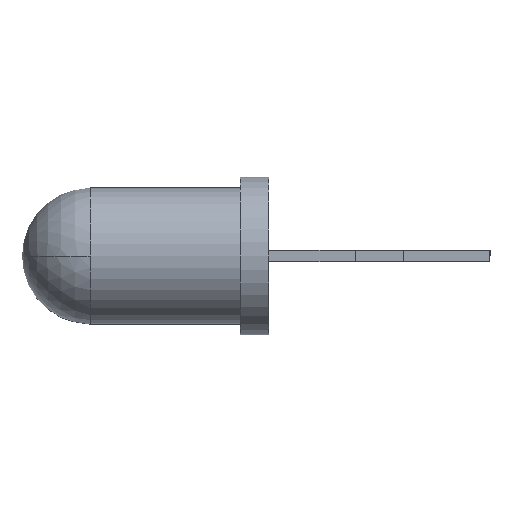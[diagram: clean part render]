
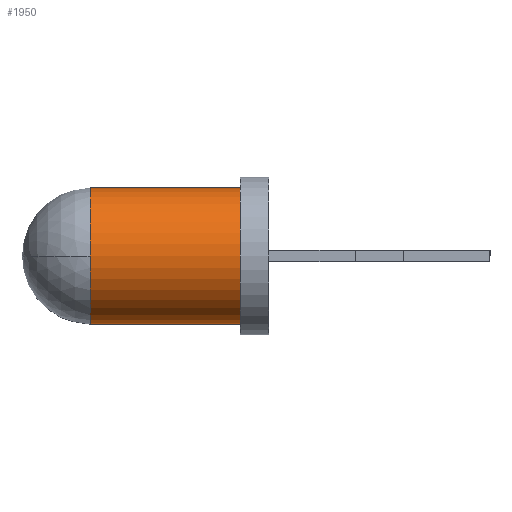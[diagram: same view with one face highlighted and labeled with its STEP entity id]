
A CAD part, left-side view. The second image highlights one B-rep face of the part: STEP entity #1950.
In plain terms, the highlighted cylindrical face has radius 2.375 mm (diameter 4.75 mm), a partial arc.
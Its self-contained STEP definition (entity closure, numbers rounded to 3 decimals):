
#72 = EDGE_CURVE ( 'NONE', #967, #669, #989, .T. ) ;
#78 = DIRECTION ( 'NONE',  ( 0., 0., 1. ) ) ;
#179 = DIRECTION ( 'NONE',  ( 0., 0., 1. ) ) ;
#259 = AXIS2_PLACEMENT_3D ( 'NONE', #984, #820, #179 ) ;
#304 = DIRECTION ( 'NONE',  ( 0., 1., 0. ) ) ;
#353 = AXIS2_PLACEMENT_3D ( 'NONE', #1553, #704, #78 ) ;
#434 = DIRECTION ( 'NONE',  ( 0., 1., 0. ) ) ;
#494 = EDGE_CURVE ( 'NONE', #680, #1610, #612, .T. ) ;
#535 = CARTESIAN_POINT ( 'NONE',  ( 0., 6.225, -2.375 ) ) ;
#555 = LINE ( 'NONE', #1755, #1966 ) ;
#592 = DIRECTION ( 'NONE',  ( 0., 0., 1. ) ) ;
#601 = CYLINDRICAL_SURFACE ( 'NONE', #1290, 2.375 ) ;
#612 = CIRCLE ( 'NONE', #1219, 2.375 ) ;
#615 = CARTESIAN_POINT ( 'NONE',  ( -2.375, 6.225, 0. ) ) ;
#618 = CARTESIAN_POINT ( 'NONE',  ( 0., 1., 2.375 ) ) ;
#635 = CARTESIAN_POINT ( 'NONE',  ( 0., 0., -2.375 ) ) ;
#637 = LINE ( 'NONE', #635, #1814 ) ;
#669 = VERTEX_POINT ( 'NONE', #618 ) ;
#680 = VERTEX_POINT ( 'NONE', #615 ) ;
#704 = DIRECTION ( 'NONE',  ( 0., 1., 0. ) ) ;
#820 = DIRECTION ( 'NONE',  ( 0., 1., 0. ) ) ;
#930 = CARTESIAN_POINT ( 'NONE',  ( 0., 0., 0. ) ) ;
#967 = VERTEX_POINT ( 'NONE', #976 ) ;
#976 = CARTESIAN_POINT ( 'NONE',  ( 0., 1., -2.375 ) ) ;
#984 = CARTESIAN_POINT ( 'NONE',  ( 0., 1., 0. ) ) ;
#989 = CIRCLE ( 'NONE', #259, 2.375 ) ;
#1219 = AXIS2_PLACEMENT_3D ( 'NONE', #1398, #1403, #1560 ) ;
#1290 = AXIS2_PLACEMENT_3D ( 'NONE', #930, #304, #592 ) ;
#1374 = EDGE_CURVE ( 'NONE', #967, #1885, #637, .T. ) ;
#1398 = CARTESIAN_POINT ( 'NONE',  ( 0., 6.225, 0. ) ) ;
#1403 = DIRECTION ( 'NONE',  ( 0., 1., 0. ) ) ;
#1433 = ORIENTED_EDGE ( 'NONE', *, *, #72, .T. ) ;
#1440 = EDGE_LOOP ( 'NONE', ( #1635, #1433, #2012, #1781, #1960 ) ) ;
#1503 = EDGE_CURVE ( 'NONE', #669, #1610, #555, .T. ) ;
#1532 = EDGE_CURVE ( 'NONE', #1885, #680, #1936, .T. ) ;
#1553 = CARTESIAN_POINT ( 'NONE',  ( 0., 6.225, 0. ) ) ;
#1560 = DIRECTION ( 'NONE',  ( 0., 0., 1. ) ) ;
#1610 = VERTEX_POINT ( 'NONE', #1612 ) ;
#1612 = CARTESIAN_POINT ( 'NONE',  ( 0., 6.225, 2.375 ) ) ;
#1635 = ORIENTED_EDGE ( 'NONE', *, *, #1374, .F. ) ;
#1755 = CARTESIAN_POINT ( 'NONE',  ( 0., 0., 2.375 ) ) ;
#1781 = ORIENTED_EDGE ( 'NONE', *, *, #494, .F. ) ;
#1814 = VECTOR ( 'NONE', #1972, 1000. ) ;
#1885 = VERTEX_POINT ( 'NONE', #535 ) ;
#1936 = CIRCLE ( 'NONE', #353, 2.375 ) ;
#1950 = ADVANCED_FACE ( 'NONE', ( #2100 ), #601, .T. ) ;
#1960 = ORIENTED_EDGE ( 'NONE', *, *, #1532, .F. ) ;
#1966 = VECTOR ( 'NONE', #434, 1000. ) ;
#1972 = DIRECTION ( 'NONE',  ( 0., 1., 0. ) ) ;
#2012 = ORIENTED_EDGE ( 'NONE', *, *, #1503, .T. ) ;
#2100 = FACE_OUTER_BOUND ( 'NONE', #1440, .T. ) ;
